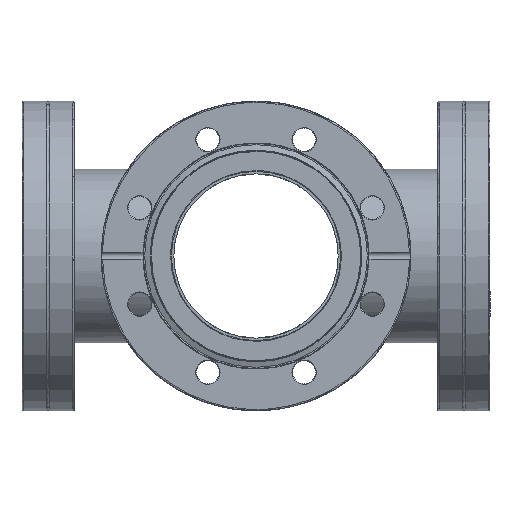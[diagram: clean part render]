
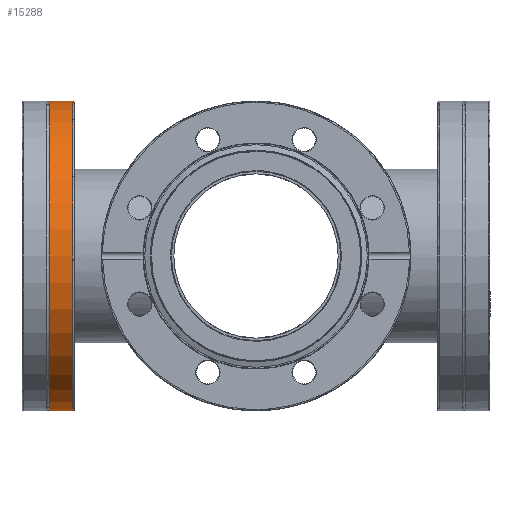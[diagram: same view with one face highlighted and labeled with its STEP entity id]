
A CAD part, front view. The second image highlights one B-rep face of the part: STEP entity #15288.
In plain terms, the highlighted cylindrical face has radius 56.75 mm (diameter 113.5 mm), a full revolution.
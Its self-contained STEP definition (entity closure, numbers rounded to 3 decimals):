
#1539 = DIRECTION ( 'NONE',  ( 1., 0., 0. ) ) ;
#1568 = CYLINDRICAL_SURFACE ( 'NONE', #7109, 56.75 ) ;
#4035 = CARTESIAN_POINT ( 'NONE',  ( 0., 9.55, 0. ) ) ;
#4730 = CARTESIAN_POINT ( 'NONE',  ( 56.75, 9.063, 0. ) ) ;
#4778 = DIRECTION ( 'NONE',  ( 1., 0., 0. ) ) ;
#5246 = DIRECTION ( 'NONE',  ( 0., -1., 0. ) ) ;
#6575 = CARTESIAN_POINT ( 'NONE',  ( 0., 0.5, 0. ) ) ;
#7109 = AXIS2_PLACEMENT_3D ( 'NONE', #4035, #7927, #1539 ) ;
#7927 = DIRECTION ( 'NONE',  ( 0., -1., 0. ) ) ;
#8096 = AXIS2_PLACEMENT_3D ( 'NONE', #6575, #5246, #14480 ) ;
#8292 = FACE_OUTER_BOUND ( 'NONE', #14625, .T. ) ;
#8557 = DIRECTION ( 'NONE',  ( 0., -1., 0. ) ) ;
#10029 = CARTESIAN_POINT ( 'NONE',  ( 0., 9.063, 0. ) ) ;
#11473 = EDGE_CURVE ( 'NONE', #13591, #13591, #15247, .T. ) ;
#12040 = EDGE_CURVE ( 'NONE', #15413, #15413, #12778, .T. ) ;
#12556 = CARTESIAN_POINT ( 'NONE',  ( 0., 0.5, -56.75 ) ) ;
#12778 = CIRCLE ( 'NONE', #13145, 56.75 ) ;
#12968 = FACE_OUTER_BOUND ( 'NONE', #16497, .T. ) ;
#13145 = AXIS2_PLACEMENT_3D ( 'NONE', #10029, #8557, #4778 ) ;
#13591 = VERTEX_POINT ( 'NONE', #12556 ) ;
#14480 = DIRECTION ( 'NONE',  ( 0., 0., -1. ) ) ;
#14625 = EDGE_LOOP ( 'NONE', ( #16223 ) ) ;
#15247 = CIRCLE ( 'NONE', #8096, 56.75 ) ;
#15288 = ADVANCED_FACE ( 'NONE', ( #8292, #12968 ), #1568, .T. ) ;
#15413 = VERTEX_POINT ( 'NONE', #4730 ) ;
#16223 = ORIENTED_EDGE ( 'NONE', *, *, #11473, .F. ) ;
#16481 = ORIENTED_EDGE ( 'NONE', *, *, #12040, .T. ) ;
#16497 = EDGE_LOOP ( 'NONE', ( #16481 ) ) ;
